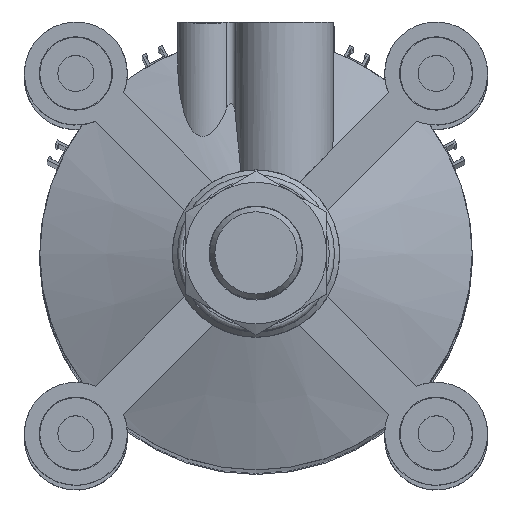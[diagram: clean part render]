
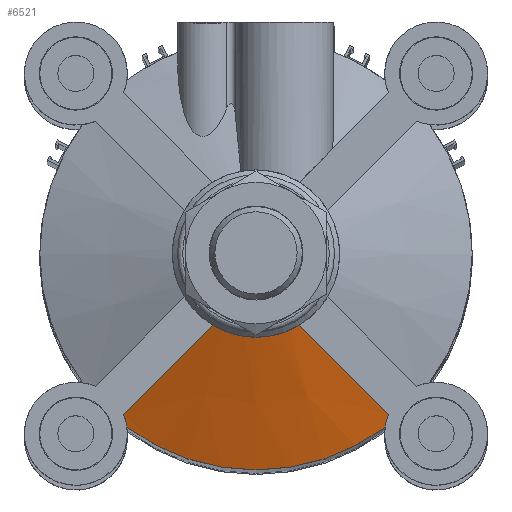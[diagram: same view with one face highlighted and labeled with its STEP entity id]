
A CAD part, top view. The second image highlights one B-rep face of the part: STEP entity #6521.
In plain terms, the highlighted conical face has half-angle 70 degrees and reference radius 58.25 mm.
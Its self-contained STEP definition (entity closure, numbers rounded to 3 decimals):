
#49=CONICAL_SURFACE('',#6979,58.25,1.222);
#91=(
BOUNDED_CURVE()
B_SPLINE_CURVE(2,(#9683,#9684,#9685),.UNSPECIFIED.,.F.,.F.)
B_SPLINE_CURVE_WITH_KNOTS((3,3),(0.,5.207),.UNSPECIFIED.)
CURVE()
GEOMETRIC_REPRESENTATION_ITEM()
RATIONAL_B_SPLINE_CURVE((1.,1.109,1.))
REPRESENTATION_ITEM('')
);
#92=(
BOUNDED_CURVE()
B_SPLINE_CURVE(2,(#9716,#9717,#9718),.UNSPECIFIED.,.F.,.F.)
B_SPLINE_CURVE_WITH_KNOTS((3,3),(0.,5.207),.UNSPECIFIED.)
CURVE()
GEOMETRIC_REPRESENTATION_ITEM()
RATIONAL_B_SPLINE_CURVE((1.,1.109,1.))
REPRESENTATION_ITEM('')
);
#114=B_SPLINE_CURVE_WITH_KNOTS('',3,(#9667,#9668,#9669,#9670),
 .UNSPECIFIED.,.F.,.F.,(4,4),(0.,0.005),
 .UNSPECIFIED.);
#116=B_SPLINE_CURVE_WITH_KNOTS('',3,(#9720,#9721,#9722,#9723),
 .UNSPECIFIED.,.F.,.F.,(4,4),(0.,0.005),
 .UNSPECIFIED.);
#359=CIRCLE('',#6955,32.5);
#374=CIRCLE('',#6980,84.);
#1399=ORIENTED_EDGE('',*,*,#2181,.F.);
#1400=ORIENTED_EDGE('',*,*,#2210,.T.);
#1401=ORIENTED_EDGE('',*,*,#2211,.T.);
#1402=ORIENTED_EDGE('',*,*,#2212,.T.);
#1403=ORIENTED_EDGE('',*,*,#2190,.T.);
#1404=ORIENTED_EDGE('',*,*,#2195,.T.);
#2181=EDGE_CURVE('',#2654,#2655,#359,.T.);
#2190=EDGE_CURVE('',#2664,#2663,#114,.T.);
#2195=EDGE_CURVE('',#2663,#2655,#91,.T.);
#2210=EDGE_CURVE('',#2654,#2677,#92,.T.);
#2211=EDGE_CURVE('',#2677,#2678,#116,.T.);
#2212=EDGE_CURVE('',#2678,#2664,#374,.T.);
#2654=VERTEX_POINT('',#9646);
#2655=VERTEX_POINT('',#9648);
#2663=VERTEX_POINT('',#9666);
#2664=VERTEX_POINT('',#9671);
#2677=VERTEX_POINT('',#9719);
#2678=VERTEX_POINT('',#9724);
#3689=EDGE_LOOP('',(#1399,#1400,#1401,#1402,#1403,#1404));
#4055=FACE_BOUND('',#3689,.T.);
#6521=ADVANCED_FACE('',(#4055),#49,.T.);
#6955=AXIS2_PLACEMENT_3D('',#9647,#8115,#8116);
#6979=AXIS2_PLACEMENT_3D('',#9715,#8174,#8175);
#6980=AXIS2_PLACEMENT_3D('',#9725,#8176,#8177);
#8115=DIRECTION('',(0.,0.,1.));
#8116=DIRECTION('',(0.,-1.,0.));
#8174=DIRECTION('',(0.,0.,-1.));
#8175=DIRECTION('',(0.,-1.,0.));
#8176=DIRECTION('',(0.,0.,1.));
#8177=DIRECTION('',(0.,-1.,0.));
#9646=CARTESIAN_POINT('',(-16.838,-27.798,945.744));
#9647=CARTESIAN_POINT('',(0.,0.,945.744));
#9648=CARTESIAN_POINT('',(16.838,-27.798,945.744));
#9666=CARTESIAN_POINT('',(51.483,-62.443,928.118));
#9667=CARTESIAN_POINT('',(50.174,-67.369,927.));
#9668=CARTESIAN_POINT('',(50.397,-65.686,927.443));
#9669=CARTESIAN_POINT('',(50.829,-64.044,927.819));
#9670=CARTESIAN_POINT('',(51.483,-62.443,928.118));
#9671=CARTESIAN_POINT('',(50.174,-67.369,927.));
#9683=CARTESIAN_POINT('',(51.483,-62.443,928.118));
#9684=CARTESIAN_POINT('',(26.764,-37.725,940.782));
#9685=CARTESIAN_POINT('',(16.838,-27.798,945.744));
#9715=CARTESIAN_POINT('',(0.,0.,936.372));
#9716=CARTESIAN_POINT('',(-16.838,-27.798,945.744));
#9717=CARTESIAN_POINT('',(-26.764,-37.725,940.782));
#9718=CARTESIAN_POINT('',(-51.483,-62.443,928.118));
#9719=CARTESIAN_POINT('',(-51.483,-62.443,928.118));
#9720=CARTESIAN_POINT('',(-51.483,-62.443,928.118));
#9721=CARTESIAN_POINT('',(-50.829,-64.044,927.819));
#9722=CARTESIAN_POINT('',(-50.397,-65.686,927.443));
#9723=CARTESIAN_POINT('',(-50.174,-67.369,927.));
#9724=CARTESIAN_POINT('',(-50.174,-67.369,927.));
#9725=CARTESIAN_POINT('',(0.,0.,927.));
